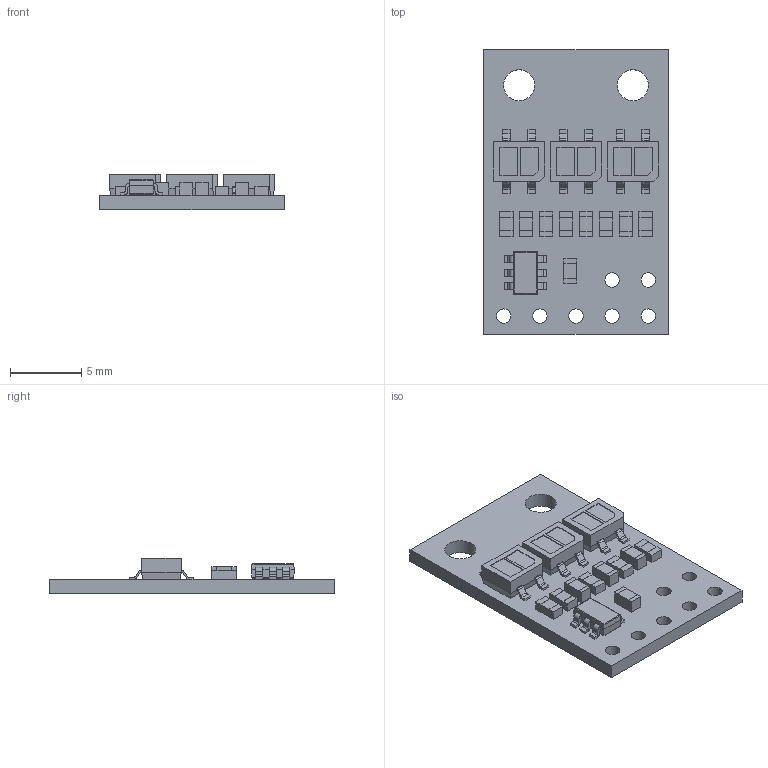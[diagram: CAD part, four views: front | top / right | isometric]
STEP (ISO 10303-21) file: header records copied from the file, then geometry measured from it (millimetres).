
FILE_DESCRIPTION (( 'STEP AP214' ), '1' );
FILE_NAME ('qtr-hd-03x.step', '2018-09-28T18:29:24', ( '' ), ( '' ), 'SwSTEP 2.0', 'SolidWorks 2016', '' );
FILE_SCHEMA (( 'AUTOMOTIVE_DESIGN' ));
Length unit declared in the file: millimetre
Products named in the file (1): qtr-hd-03x
Bounding box: 13 x 20 x 2.52 mm (x, y, z)
Volume: 311.8 mm3; surface area: 736.6 mm2
Topology: 1 solids, 1 shells, 766 faces, 2119 edges, 1393 vertices
Faces by surface type: plane 515, bspline 162, cylinder 89
Full cylindrical faces by diameter (mm): 1.016 x7, 2.184 x2
Entity records: 38080 total; most frequent: CARTESIAN_POINT 11044, ORIENTED_EDGE 4220, DIRECTION 3126, EDGE_CURVE 2110, LINE 1592, VECTOR 1592, VERTEX_POINT 1393, EDGE_LOOP 865
